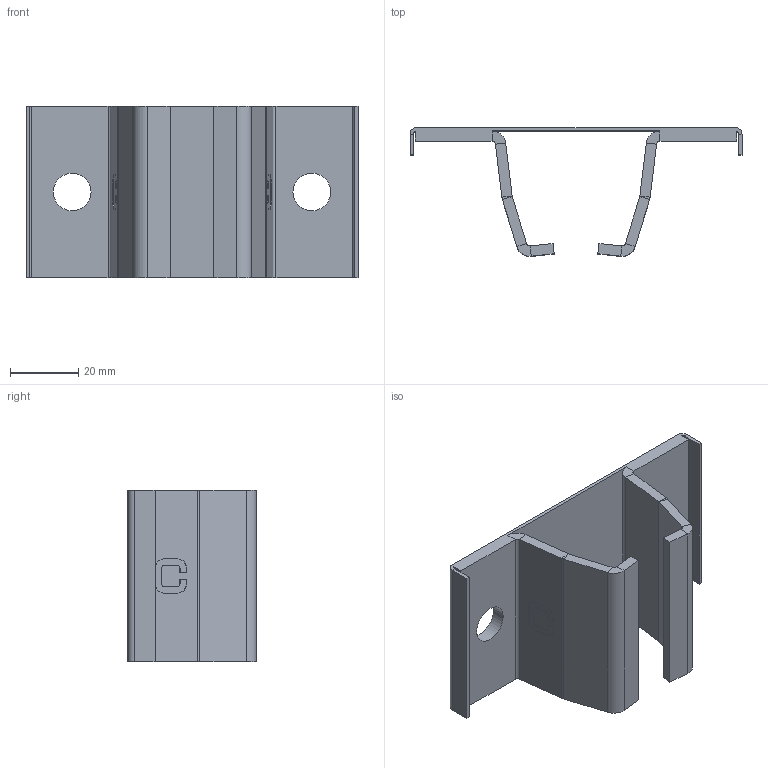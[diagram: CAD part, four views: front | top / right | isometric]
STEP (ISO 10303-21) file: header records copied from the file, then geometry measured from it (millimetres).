
FILE_DESCRIPTION(('STEP AP203'), '1');
FILE_NAME('ÐË273.RC35 Çàõâàò ñ âåðõíèì êðåïëåíèåì', '', ('UNSPECIFIED'), ('UNSPECIFIED'), 'ASCON STEP Converter 1.3', 'ASCON Math Kernel', '');
FILE_SCHEMA(('CONFIG_CONTROL_DESIGN'));
Length unit declared in the file: millimetre
Products named in the file (1): 273.RC35
Bounding box: 97 x 37.6 x 50 mm (x, y, z)
Volume: 24694 mm3; surface area: 21427.1 mm2
Topology: 1 solids, 1 shells, 116 faces, 280 edges, 168 vertices
Faces by surface type: plane 82, cylinder 34
Full cylindrical faces by diameter (mm): 11 x2
Entity records: 4274 total; most frequent: DIRECTION 580, CARTESIAN_POINT 563, ORIENTED_EDGE 556, EDGE_CURVE 278, LINE 210, VECTOR 210, AXIS2_PLACEMENT_3D 185, VERTEX_POINT 168
